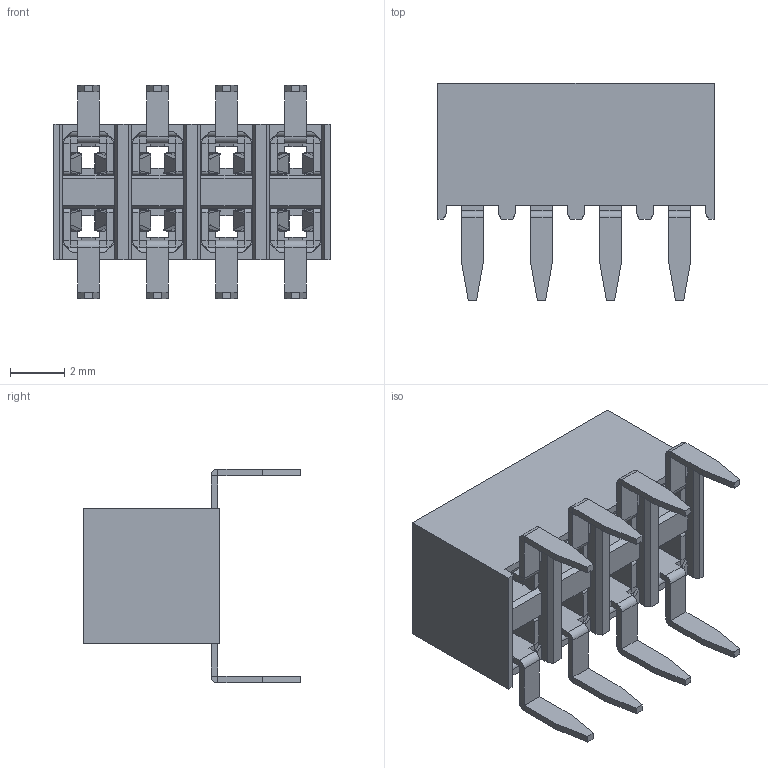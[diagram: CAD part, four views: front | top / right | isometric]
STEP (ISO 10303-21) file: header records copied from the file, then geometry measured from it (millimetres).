
FILE_DESCRIPTION(/* description */ (''),/* implementation_level */ '2;1');
FILE_NAME(/* name */ '348-08-3-xx.stp',/* time_stamp */ '2025-06-02T14:17:33+08:00',/* author */ (''),/* organization */ (''),/* preprocessor_version */ 'ST-DEVELOPER v15',/* originating_system */ 'SIEMENS PLM Software NX 9.0',/* authorisation */ '');
FILE_SCHEMA (('AP203_CONFIGURATION_CONTROLLED_3D_DESIGN_OF_MECHANICAL_PARTS_AND_ASSEMBLIES_MIM_LF { 1 0 10303 403 2 1 2}'));
Length unit declared in the file: millimetre
Products named in the file (1): 348-08-3-xx
Bounding box: 10.16 x 8 x 7.87 mm (x, y, z)
Volume: 172.6 mm3; surface area: 748.1 mm2
Topology: 9 solids, 9 shells, 1070 faces, 2548 edges, 1496 vertices
Faces by surface type: plane 678, cylinder 312, bspline 80
Entity records: 31888 total; most frequent: CARTESIAN_POINT 7723, ORIENTED_EDGE 5096, DIRECTION 4770, EDGE_CURVE 2548, LINE 1828, VECTOR 1828, VERTEX_POINT 1496, AXIS2_PLACEMENT_3D 1471
